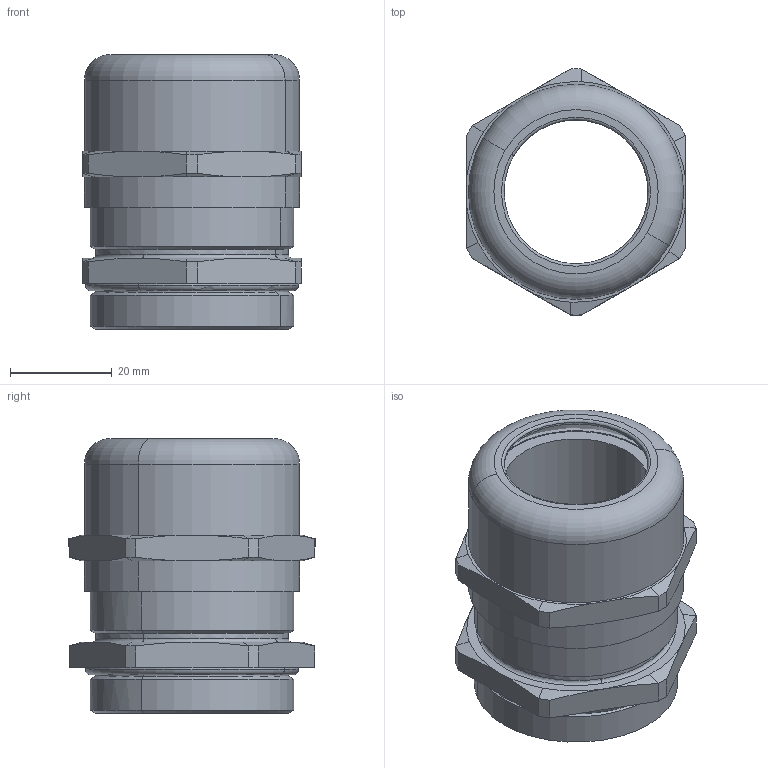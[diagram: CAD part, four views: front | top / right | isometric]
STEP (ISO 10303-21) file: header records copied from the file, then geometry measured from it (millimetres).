
FILE_DESCRIPTION(('CATIA V5R24 STEP','CAx-IF Rec.Pracs.--- Model Styling and Organization---1.2---2011-12-15'),'2;1');
FILE_NAME ('D1458925_0_1909540000_1909540000.stp','2018-06-04T11:17:32+00:00',('none'),('Weidmueller'),'CATIA Version 5-6 Release 2014 SP4 HF52','CATIA V5 STEP AP214','none');
FILE_SCHEMA(('AUTOMOTIVE_DESIGN { 1 0 10303 214 1 1 1 1 }'));
Length unit declared in the file: millimetre
Products named in the file (1): VG_M40_MS
Bounding box: 43 x 48.39 x 54 mm (x, y, z)
Volume: 30052.3 mm3; surface area: 28277.7 mm2
Topology: 4 solids, 5 shells, 157 faces, 352 edges, 212 vertices
Faces by surface type: cone 60, cylinder 52, plane 29, torus 12, bspline 4
Entity records: 4699 total; most frequent: CARTESIAN_POINT 1408, ORIENTED_EDGE 704, DIRECTION 554, EDGE_CURVE 352, AXIS2_PLACEMENT_3D 284, VERTEX_POINT 212, EDGE_LOOP 174, ADVANCED_FACE 157
